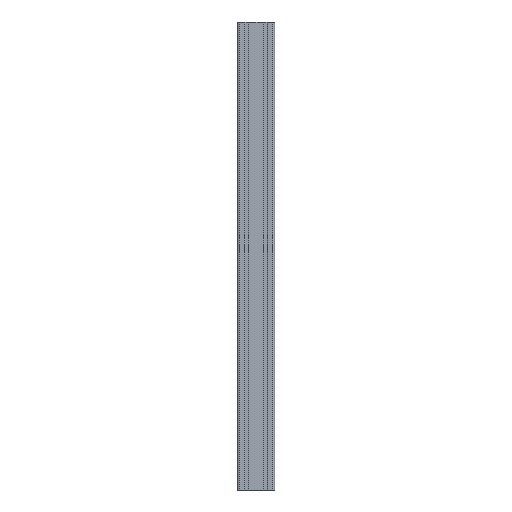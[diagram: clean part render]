
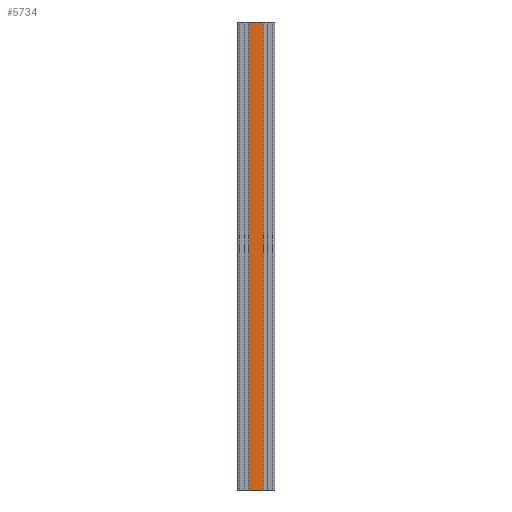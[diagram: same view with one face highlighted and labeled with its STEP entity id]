
A CAD part, front view. The second image highlights one B-rep face of the part: STEP entity #5734.
In plain terms, the highlighted planar face has unit normal (0, -1, 0).
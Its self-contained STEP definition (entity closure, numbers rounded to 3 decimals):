
#629=FACE_OUTER_BOUND($,#922,.T.);
#922=EDGE_LOOP($,(#4353,#4354,#4355,#4356));
#1405=LINE($,#9188,#1990);
#1406=LINE($,#9191,#1991);
#1407=LINE($,#9193,#1992);
#1408=LINE($,#9194,#1993);
#1990=VECTOR($,#7446,1000.);
#1991=VECTOR($,#7449,30.);
#1992=VECTOR($,#7450,30.);
#1993=VECTOR($,#7451,1000.);
#2572=VERTEX_POINT($,#9184);
#2573=VERTEX_POINT($,#9186);
#2574=VERTEX_POINT($,#9190);
#2575=VERTEX_POINT($,#9192);
#3319=EDGE_CURVE($,#2572,#2573,#1405,.T.);
#3320=EDGE_CURVE($,#2574,#2572,#1406,.T.);
#3321=EDGE_CURVE($,#2575,#2573,#1407,.T.);
#3322=EDGE_CURVE($,#2574,#2575,#1408,.T.);
#4353=ORIENTED_EDGE($,*,*,#3320,.T.);
#4354=ORIENTED_EDGE($,*,*,#3319,.T.);
#4355=ORIENTED_EDGE($,*,*,#3321,.F.);
#4356=ORIENTED_EDGE($,*,*,#3322,.F.);
#5501=PLANE($,#6193);
#5734=ADVANCED_FACE($,(#629),#5501,.T.);
#6193=AXIS2_PLACEMENT_3D($,#9189,#7447,#7448);
#7446=DIRECTION($,(0.,0.,1.));
#7447=DIRECTION('center_axis',(0.,-1.,0.));
#7448=DIRECTION('ref_axis',(1.,0.,0.));
#7449=DIRECTION($,(1.,0.,0.));
#7450=DIRECTION($,(1.,0.,0.));
#7451=DIRECTION($,(0.,0.,1.));
#9184=CARTESIAN_POINT('',(30.,0.,0.));
#9186=CARTESIAN_POINT('',(30.,0.,1000.));
#9188=CARTESIAN_POINT($,(30.,0.,0.));
#9189=CARTESIAN_POINT('Origin',(0.,0.,
0.));
#9190=CARTESIAN_POINT('',(0.,0.,
0.));
#9191=CARTESIAN_POINT($,(0.,0.,0.));
#9192=CARTESIAN_POINT('',(0.,0.,1000.));
#9193=CARTESIAN_POINT($,(0.,0.,1000.));
#9194=CARTESIAN_POINT($,(0.,0.,0.));
